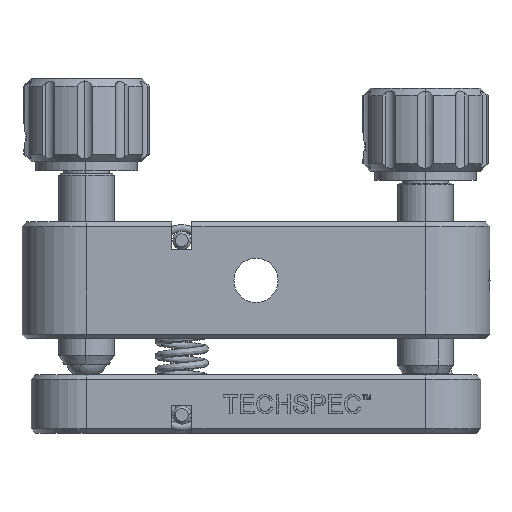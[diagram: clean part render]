
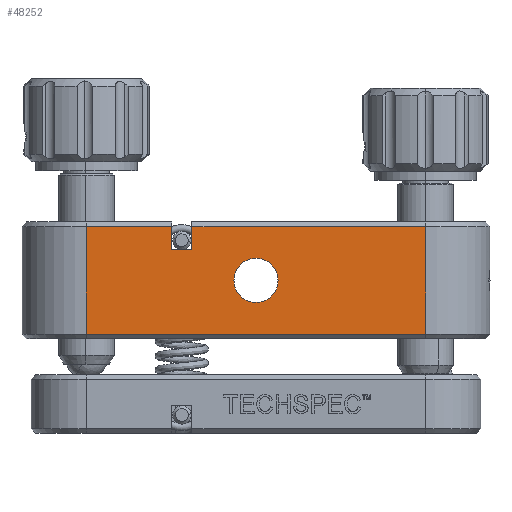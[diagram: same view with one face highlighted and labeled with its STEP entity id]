
A CAD part, left-side view. The second image highlights one B-rep face of the part: STEP entity #48252.
In plain terms, the highlighted planar face has unit normal (-1, 0, 0).
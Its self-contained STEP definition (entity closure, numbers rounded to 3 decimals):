
#47187 = EDGE_CURVE ( 'NONE', #47188, #47189, #49557, .T. ) ;
#47188 = VERTEX_POINT ( 'NONE', #49689 ) ;
#47189 = VERTEX_POINT ( 'NONE', #49687 ) ;
#48114 = VERTEX_POINT ( 'NONE', #52240 ) ;
#48116 = VERTEX_POINT ( 'NONE', #52238 ) ;
#48117 = ORIENTED_EDGE ( 'NONE', *, *, #48118, .T. ) ;
#48118 = EDGE_CURVE ( 'NONE', #48114, #48133, #52233, .T. ) ;
#48130 = EDGE_CURVE ( 'NONE', #48133, #48135, #52209, .T. ) ;
#48133 = VERTEX_POINT ( 'NONE', #52193 ) ;
#48135 = VERTEX_POINT ( 'NONE', #52190 ) ;
#48203 = EDGE_CURVE ( 'NONE', #48245, #48116, #52332, .T. ) ;
#48222 = ORIENTED_EDGE ( 'NONE', *, *, #48130, .T. ) ;
#48223 = ORIENTED_EDGE ( 'NONE', *, *, #48225, .T. ) ;
#48225 = EDGE_CURVE ( 'NONE', #48135, #48228, #52391, .T. ) ;
#48228 = VERTEX_POINT ( 'NONE', #52535 ) ;
#48230 = ORIENTED_EDGE ( 'NONE', *, *, #48232, .F. ) ;
#48232 = EDGE_CURVE ( 'NONE', #48233, #48228, #52529, .T. ) ;
#48233 = VERTEX_POINT ( 'NONE', #52524 ) ;
#48234 = ORIENTED_EDGE ( 'NONE', *, *, #48235, .F. ) ;
#48235 = EDGE_CURVE ( 'NONE', #48237, #48233, #52519, .T. ) ;
#48237 = VERTEX_POINT ( 'NONE', #52513 ) ;
#48239 = ORIENTED_EDGE ( 'NONE', *, *, #48242, .T. ) ;
#48242 = EDGE_CURVE ( 'NONE', #48237, #48245, #52507, .T. ) ;
#48245 = VERTEX_POINT ( 'NONE', #52500 ) ;
#48246 = ORIENTED_EDGE ( 'NONE', *, *, #48203, .T. ) ;
#48252 = ADVANCED_FACE ( 'NONE', ( #52485, #52484 ), #52480, .F. ) ;
#48255 = EDGE_LOOP ( 'NONE', ( #48258, #48260 ) ) ;
#48258 = ORIENTED_EDGE ( 'NONE', *, *, #48259, .T. ) ;
#48259 = EDGE_CURVE ( 'NONE', #47189, #47188, #52614, .T. ) ;
#48260 = ORIENTED_EDGE ( 'NONE', *, *, #47187, .T. ) ;
#48261 = EDGE_LOOP ( 'NONE', ( #48262, #48117, #48222, #48223, #48230, #48234, #48239, #48246 ) ) ;
#48262 = ORIENTED_EDGE ( 'NONE', *, *, #48263, .F. ) ;
#48263 = EDGE_CURVE ( 'NONE', #48114, #48116, #52604, .T. ) ;
#49554 = DIRECTION ( 'NONE',  ( 1., 0., 0. ) ) ;
#49556 = AXIS2_PLACEMENT_3D ( 'NONE', #49570, #49554, #49691 ) ;
#49557 = CIRCLE ( 'NONE', #49556, 2.4 ) ;
#49570 = CARTESIAN_POINT ( 'NONE',  ( -58.153, 14.768, 14.229 ) ) ;
#49687 = CARTESIAN_POINT ( 'NONE',  ( -58.153, 17.168, 14.229 ) ) ;
#49689 = CARTESIAN_POINT ( 'NONE',  ( -58.153, 12.368, 14.229 ) ) ;
#49691 = DIRECTION ( 'NONE',  ( 0., 1., 0. ) ) ;
#52190 = CARTESIAN_POINT ( 'NONE',  ( -58.153, -3.632, 20.079 ) ) ;
#52193 = CARTESIAN_POINT ( 'NONE',  ( -58.153, -3.632, 8.379 ) ) ;
#52195 = DIRECTION ( 'NONE',  ( 0., 0., 1. ) ) ;
#52197 = VECTOR ( 'NONE', #52195, 1000. ) ;
#52198 = CARTESIAN_POINT ( 'NONE',  ( -58.153, -3.632, 7.879 ) ) ;
#52209 = LINE ( 'NONE', #52198, #52197 ) ;
#52229 = DIRECTION ( 'NONE',  ( 0., -1., 0. ) ) ;
#52230 = VECTOR ( 'NONE', #52229, 1000. ) ;
#52231 = CARTESIAN_POINT ( 'NONE',  ( -58.153, -59.216, 8.379 ) ) ;
#52233 = LINE ( 'NONE', #52231, #52230 ) ;
#52238 = CARTESIAN_POINT ( 'NONE',  ( -58.153, 33.168, 20.079 ) ) ;
#52240 = CARTESIAN_POINT ( 'NONE',  ( -58.153, 33.168, 8.379 ) ) ;
#52327 = DIRECTION ( 'NONE',  ( 0., 1., 0. ) ) ;
#52328 = VECTOR ( 'NONE', #52327, 1000. ) ;
#52330 = CARTESIAN_POINT ( 'NONE',  ( -58.153, 33.168, 20.079 ) ) ;
#52332 = LINE ( 'NONE', #52330, #52328 ) ;
#52391 = LINE ( 'NONE', #52541, #52539 ) ;
#52473 = DIRECTION ( 'NONE',  ( 0., 0., -1. ) ) ;
#52475 = DIRECTION ( 'NONE',  ( 1., 0., 0. ) ) ;
#52476 = CARTESIAN_POINT ( 'NONE',  ( -58.153, -59.216, 7.879 ) ) ;
#52478 = AXIS2_PLACEMENT_3D ( 'NONE', #52476, #52475, #52473 ) ;
#52480 = PLANE ( 'NONE',  #52478 ) ;
#52481 = CARTESIAN_POINT ( 'NONE',  ( -58.153, 14.768, 14.229 ) ) ;
#52484 = FACE_OUTER_BOUND ( 'NONE', #48261, .T. ) ;
#52485 = FACE_BOUND ( 'NONE', #48255, .T. ) ;
#52500 = CARTESIAN_POINT ( 'NONE',  ( -58.153, 23.918, 20.079 ) ) ;
#52502 = DIRECTION ( 'NONE',  ( 0., 0., 1. ) ) ;
#52504 = VECTOR ( 'NONE', #52502, 1000. ) ;
#52505 = CARTESIAN_POINT ( 'NONE',  ( -58.153, 23.918, 17.579 ) ) ;
#52507 = LINE ( 'NONE', #52505, #52504 ) ;
#52513 = CARTESIAN_POINT ( 'NONE',  ( -58.153, 23.918, 17.579 ) ) ;
#52515 = DIRECTION ( 'NONE',  ( 0., -1., 0. ) ) ;
#52516 = VECTOR ( 'NONE', #52515, 1000. ) ;
#52517 = CARTESIAN_POINT ( 'NONE',  ( -58.153, 23.918, 17.579 ) ) ;
#52519 = LINE ( 'NONE', #52517, #52516 ) ;
#52524 = CARTESIAN_POINT ( 'NONE',  ( -58.153, 21.718, 17.579 ) ) ;
#52526 = DIRECTION ( 'NONE',  ( 0., 0., 1. ) ) ;
#52527 = VECTOR ( 'NONE', #52526, 1000. ) ;
#52528 = CARTESIAN_POINT ( 'NONE',  ( -58.153, 21.718, 17.579 ) ) ;
#52529 = LINE ( 'NONE', #52528, #52527 ) ;
#52535 = CARTESIAN_POINT ( 'NONE',  ( -58.153, 21.718, 20.079 ) ) ;
#52537 = DIRECTION ( 'NONE',  ( 0., 1., 0. ) ) ;
#52539 = VECTOR ( 'NONE', #52537, 1000. ) ;
#52541 = CARTESIAN_POINT ( 'NONE',  ( -58.153, 21.718, 20.079 ) ) ;
#52600 = DIRECTION ( 'NONE',  ( 0., 0., 1. ) ) ;
#52602 = VECTOR ( 'NONE', #52600, 1000. ) ;
#52603 = CARTESIAN_POINT ( 'NONE',  ( -58.153, 33.168, 7.879 ) ) ;
#52604 = LINE ( 'NONE', #52603, #52602 ) ;
#52609 = DIRECTION ( 'NONE',  ( 0., 1., 0. ) ) ;
#52611 = DIRECTION ( 'NONE',  ( 1., 0., 0. ) ) ;
#52613 = AXIS2_PLACEMENT_3D ( 'NONE', #52481, #52611, #52609 ) ;
#52614 = CIRCLE ( 'NONE', #52613, 2.4 ) ;
